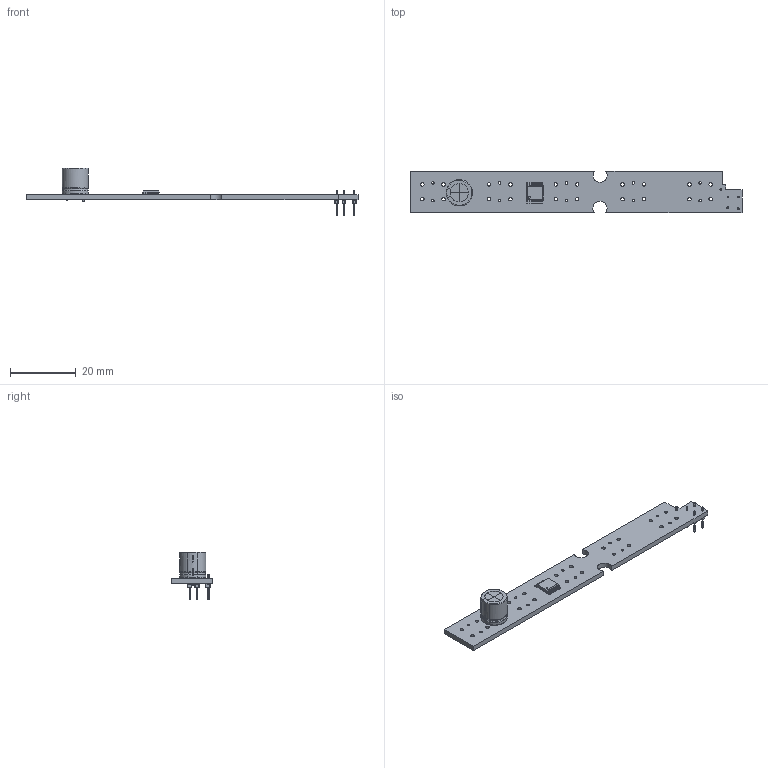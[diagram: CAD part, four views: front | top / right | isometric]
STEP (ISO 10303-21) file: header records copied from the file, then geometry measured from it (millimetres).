
FILE_DESCRIPTION(('KiCad electronic assembly'),'2;1');
FILE_NAME('DDI.step','2024-11-19T18:23:22',('Pcbnew'),('Kicad'), 'Open CASCADE STEP processor 7.8','KiCad to STEP converter','Unknown' );
FILE_SCHEMA(('AUTOMOTIVE_DESIGN { 1 0 10303 214 1 1 1 1 }'));
Length unit declared in the file: millimetre
Products named in the file (8): DDI 1; TSSOP-16_4.4x5mm_P0.65mm; TSSOP_16_44x5mm_P065mm; CP_Radial_D8.0mm_P5.00mm; CP_Radial_D80mm_P500mm; PinHeader_1x01_P1.00mm_Vertical; PinHeader_1x01_P100mm_Vertical; DDI-parent_PCB
Assembly tree (11 placements, depth 3):
  DDI 1
    TSSOP-16_4.4x5mm_P0.65mm
      TSSOP_16_44x5mm_P065mm
    CP_Radial_D8.0mm_P5.00mm
      CP_Radial_D80mm_P500mm
    PinHeader_1x01_P1.00mm_Vertical  x5
      PinHeader_1x01_P100mm_Vertical
    DDI-parent_PCB
Bounding box: 101 x 12.5 x 14.5 mm (x, y, z)
Volume: 2310.4 mm3; surface area: 3430 mm2
Topology: 8 solids, 9 shells, 508 faces, 1305 edges, 829 vertices
Faces by surface type: plane 344, cylinder 120, bspline 36, revolution 6, torus 2
Full cylindrical faces by diameter (mm): 0.5 x8, 0.762 x10, 0.8 x2, 1.1 x20
Entity records: 15683 total; most frequent: CARTESIAN_POINT 3155, ORIENTED_EDGE 2098, DIRECTION 1999, EDGE_CURVE 1049, LINE 739, VECTOR 739, VERTEX_POINT 669, AXIS2_PLACEMENT_3D 627
